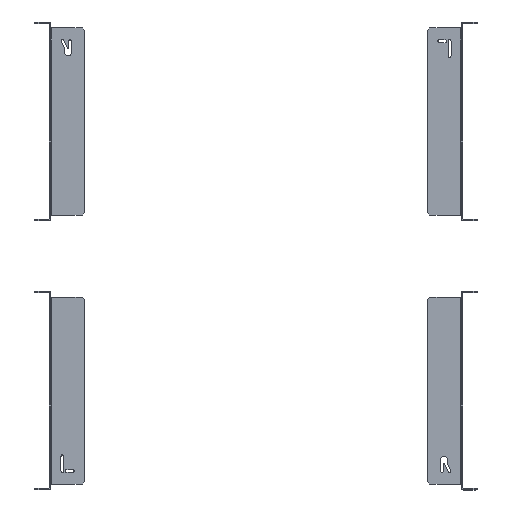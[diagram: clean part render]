
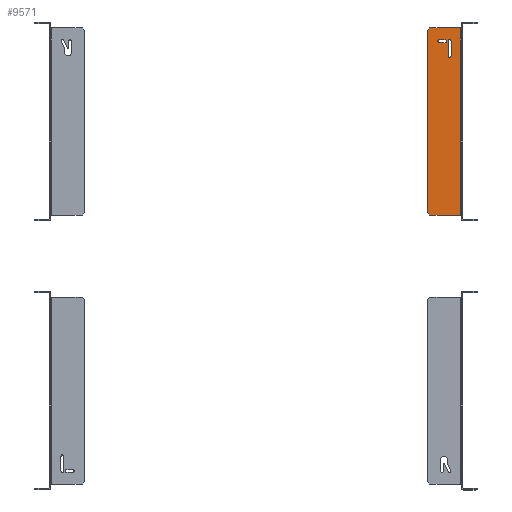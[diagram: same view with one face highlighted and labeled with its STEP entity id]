
A CAD part, top view. The second image highlights one B-rep face of the part: STEP entity #9571.
In plain terms, the highlighted planar face has unit normal (0, 0, 1).
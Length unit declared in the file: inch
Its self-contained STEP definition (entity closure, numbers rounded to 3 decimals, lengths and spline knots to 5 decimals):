
#117 = VERTEX_POINT ( 'NONE', #9360 ) ;
#406 = ORIENTED_EDGE ( 'NONE', *, *, #512, .T. ) ;
#489 = EDGE_LOOP ( 'NONE', ( #7972, #5632, #2222, #13689 ) ) ;
#512 = EDGE_CURVE ( 'NONE', #8610, #2164, #9263, .T. ) ;
#649 = VERTEX_POINT ( 'NONE', #3260 ) ;
#724 = EDGE_CURVE ( 'NONE', #12555, #12307, #13549, .T. ) ;
#851 = DIRECTION ( 'NONE',  ( -0.707, -0.707, 0. ) ) ;
#1108 = DIRECTION ( 'NONE',  ( 0., 0., -1. ) ) ;
#1160 = CARTESIAN_POINT ( 'NONE',  ( 17.528, 11.5, -1.75 ) ) ;
#1166 = CARTESIAN_POINT ( 'NONE',  ( 16.6, 15., -1.75 ) ) ;
#1316 = DIRECTION ( 'NONE',  ( 1., 0., 0. ) ) ;
#1736 = DIRECTION ( 'NONE',  ( 0., 1., 0. ) ) ;
#1765 = AXIS2_PLACEMENT_3D ( 'NONE', #5038, #14931, #2530 ) ;
#1789 = EDGE_CURVE ( 'NONE', #3632, #14746, #13316, .T. ) ;
#1815 = LINE ( 'NONE', #6454, #5858 ) ;
#2164 = VERTEX_POINT ( 'NONE', #2644 ) ;
#2173 = CARTESIAN_POINT ( 'NONE',  ( 16.1, 7.6, -1.75 ) ) ;
#2222 = ORIENTED_EDGE ( 'NONE', *, *, #10059, .T. ) ;
#2260 = VECTOR ( 'NONE', #12826, 39.37008 ) ;
#2425 = EDGE_CURVE ( 'NONE', #2958, #14474, #4094, .T. ) ;
#2530 = DIRECTION ( 'NONE',  ( 0., -1., 0. ) ) ;
#2644 = CARTESIAN_POINT ( 'NONE',  ( 17.492, 7.5, -1.75 ) ) ;
#2818 = VERTEX_POINT ( 'NONE', #12407 ) ;
#2894 = EDGE_CURVE ( 'NONE', #117, #13876, #4854, .T. ) ;
#2925 = CIRCLE ( 'NONE', #7854, 0.0625 ) ;
#2929 = CARTESIAN_POINT ( 'NONE',  ( 17.492, 7.5, -1.75 ) ) ;
#2958 = VERTEX_POINT ( 'NONE', #15229 ) ;
#3051 = ORIENTED_EDGE ( 'NONE', *, *, #14694, .T. ) ;
#3151 = ORIENTED_EDGE ( 'NONE', *, *, #9074, .T. ) ;
#3162 = DIRECTION ( 'NONE',  ( 0.707, -0.707, 0. ) ) ;
#3260 = CARTESIAN_POINT ( 'NONE',  ( 17.492, 15.5, -1.75 ) ) ;
#3462 = ORIENTED_EDGE ( 'NONE', *, *, #1789, .T. ) ;
#3631 = CARTESIAN_POINT ( 'NONE',  ( 16.85, 14.9375, -1.75 ) ) ;
#3632 = VERTEX_POINT ( 'NONE', #1166 ) ;
#4094 = CIRCLE ( 'NONE', #1765, 0.0625 ) ;
#4228 = VECTOR ( 'NONE', #11130, 39.37008 ) ;
#4436 = VECTOR ( 'NONE', #8286, 39.37008 ) ;
#4677 = DIRECTION ( 'NONE',  ( 0., -1., 0. ) ) ;
#4687 = DIRECTION ( 'NONE',  ( 0., -1., 0. ) ) ;
#4854 = LINE ( 'NONE', #12325, #10075 ) ;
#5038 = CARTESIAN_POINT ( 'NONE',  ( 17.038, 14.9375, -1.75 ) ) ;
#5264 = CARTESIAN_POINT ( 'NONE',  ( 16.6, 14.875, -1.75 ) ) ;
#5315 = ORIENTED_EDGE ( 'NONE', *, *, #724, .T. ) ;
#5372 = EDGE_CURVE ( 'NONE', #649, #14705, #7560, .T. ) ;
#5606 = LINE ( 'NONE', #2929, #2260 ) ;
#5632 = ORIENTED_EDGE ( 'NONE', *, *, #14792, .T. ) ;
#5858 = VECTOR ( 'NONE', #1736, 39.37008 ) ;
#6011 = CARTESIAN_POINT ( 'NONE',  ( 16.85, 15., -1.75 ) ) ;
#6199 = PLANE ( 'NONE',  #7872 ) ;
#6418 = CARTESIAN_POINT ( 'NONE',  ( 16.85, 14.875, -1.75 ) ) ;
#6454 = CARTESIAN_POINT ( 'NONE',  ( 16.9755, 14.3125, -1.75 ) ) ;
#6471 = ORIENTED_EDGE ( 'NONE', *, *, #5372, .T. ) ;
#6851 = EDGE_CURVE ( 'NONE', #2164, #649, #5606, .T. ) ;
#7037 = LINE ( 'NONE', #11976, #10351 ) ;
#7560 = LINE ( 'NONE', #7886, #10984 ) ;
#7806 = EDGE_CURVE ( 'NONE', #12307, #3632, #12900, .T. ) ;
#7854 = AXIS2_PLACEMENT_3D ( 'NONE', #15803, #8261, #4677 ) ;
#7872 = AXIS2_PLACEMENT_3D ( 'NONE', #1160, #13654, #1316 ) ;
#7886 = CARTESIAN_POINT ( 'NONE',  ( 17.53752, 15.5, -1.75 ) ) ;
#7972 = ORIENTED_EDGE ( 'NONE', *, *, #2425, .T. ) ;
#8048 = DIRECTION ( 'NONE',  ( 1., 0., 0. ) ) ;
#8247 = CARTESIAN_POINT ( 'NONE',  ( 16.6, 14.9375, -1.75 ) ) ;
#8261 = DIRECTION ( 'NONE',  ( 0., 0., -1. ) ) ;
#8286 = DIRECTION ( 'NONE',  ( 0., -1., 0. ) ) ;
#8433 = CARTESIAN_POINT ( 'NONE',  ( 16.85, 14.875, -1.75 ) ) ;
#8443 = CARTESIAN_POINT ( 'NONE',  ( 16.2, 15.5, -1.75 ) ) ;
#8446 = CIRCLE ( 'NONE', #12587, 0.0625 ) ;
#8610 = VERTEX_POINT ( 'NONE', #9727 ) ;
#9074 = EDGE_CURVE ( 'NONE', #14705, #117, #7037, .T. ) ;
#9263 = LINE ( 'NONE', #14215, #15415 ) ;
#9331 = LINE ( 'NONE', #14280, #10389 ) ;
#9360 = CARTESIAN_POINT ( 'NONE',  ( 16.1, 15.4, -1.75 ) ) ;
#9571 = ADVANCED_FACE ( 'NONE', ( #15028, #9769, #14786 ), #6199, .F. ) ;
#9727 = CARTESIAN_POINT ( 'NONE',  ( 16.2, 7.5, -1.75 ) ) ;
#9769 = FACE_BOUND ( 'NONE', #11084, .T. ) ;
#10059 = EDGE_CURVE ( 'NONE', #15115, #2818, #2925, .T. ) ;
#10075 = VECTOR ( 'NONE', #13775, 39.37008 ) ;
#10287 = ORIENTED_EDGE ( 'NONE', *, *, #7806, .T. ) ;
#10351 = VECTOR ( 'NONE', #851, 39.37008 ) ;
#10389 = VECTOR ( 'NONE', #3162, 39.37008 ) ;
#10798 = CARTESIAN_POINT ( 'NONE',  ( 16.85, 15., -1.75 ) ) ;
#10984 = VECTOR ( 'NONE', #14935, 39.37008 ) ;
#11084 = EDGE_LOOP ( 'NONE', ( #10287, #3462, #14214, #5315 ) ) ;
#11130 = DIRECTION ( 'NONE',  ( -1., 0., 0. ) ) ;
#11156 = CARTESIAN_POINT ( 'NONE',  ( 17.1005, 14.9375, -1.75 ) ) ;
#11575 = EDGE_LOOP ( 'NONE', ( #3151, #12423, #3051, #406, #12333, #6471 ) ) ;
#11940 = DIRECTION ( 'NONE',  ( 1., 0., 0. ) ) ;
#11976 = CARTESIAN_POINT ( 'NONE',  ( 16.2, 15.5, -1.75 ) ) ;
#12307 = VERTEX_POINT ( 'NONE', #5264 ) ;
#12325 = CARTESIAN_POINT ( 'NONE',  ( 16.1, 7.5, -1.75 ) ) ;
#12333 = ORIENTED_EDGE ( 'NONE', *, *, #6851, .T. ) ;
#12407 = CARTESIAN_POINT ( 'NONE',  ( 16.9755, 14.3125, -1.75 ) ) ;
#12423 = ORIENTED_EDGE ( 'NONE', *, *, #2894, .T. ) ;
#12482 = EDGE_CURVE ( 'NONE', #14746, #12555, #8446, .T. ) ;
#12555 = VERTEX_POINT ( 'NONE', #8433 ) ;
#12587 = AXIS2_PLACEMENT_3D ( 'NONE', #3631, #1108, #4687 ) ;
#12826 = DIRECTION ( 'NONE',  ( 0., 1., 0. ) ) ;
#12900 = CIRCLE ( 'NONE', #15231, 0.0625 ) ;
#13158 = EDGE_CURVE ( 'NONE', #2818, #2958, #1815, .T. ) ;
#13303 = LINE ( 'NONE', #14680, #4436 ) ;
#13316 = LINE ( 'NONE', #6011, #15216 ) ;
#13352 = DIRECTION ( 'NONE',  ( 0., 0., -1. ) ) ;
#13549 = LINE ( 'NONE', #6418, #4228 ) ;
#13654 = DIRECTION ( 'NONE',  ( 0., 0., -1. ) ) ;
#13689 = ORIENTED_EDGE ( 'NONE', *, *, #13158, .T. ) ;
#13775 = DIRECTION ( 'NONE',  ( 0., -1., 0. ) ) ;
#13876 = VERTEX_POINT ( 'NONE', #2173 ) ;
#14214 = ORIENTED_EDGE ( 'NONE', *, *, #12482, .T. ) ;
#14215 = CARTESIAN_POINT ( 'NONE',  ( 17.53752, 7.5, -1.75 ) ) ;
#14280 = CARTESIAN_POINT ( 'NONE',  ( 16.1, 7.6, -1.75 ) ) ;
#14474 = VERTEX_POINT ( 'NONE', #11156 ) ;
#14680 = CARTESIAN_POINT ( 'NONE',  ( 17.1005, 14.3125, -1.75 ) ) ;
#14694 = EDGE_CURVE ( 'NONE', #13876, #8610, #9331, .T. ) ;
#14705 = VERTEX_POINT ( 'NONE', #8443 ) ;
#14746 = VERTEX_POINT ( 'NONE', #10798 ) ;
#14786 = FACE_BOUND ( 'NONE', #489, .T. ) ;
#14792 = EDGE_CURVE ( 'NONE', #14474, #15115, #13303, .T. ) ;
#14931 = DIRECTION ( 'NONE',  ( 0., 0., -1. ) ) ;
#14935 = DIRECTION ( 'NONE',  ( -1., 0., 0. ) ) ;
#15028 = FACE_OUTER_BOUND ( 'NONE', #11575, .T. ) ;
#15115 = VERTEX_POINT ( 'NONE', #15480 ) ;
#15216 = VECTOR ( 'NONE', #11940, 39.37008 ) ;
#15229 = CARTESIAN_POINT ( 'NONE',  ( 16.9755, 14.9375, -1.75 ) ) ;
#15231 = AXIS2_PLACEMENT_3D ( 'NONE', #8247, #13352, #15789 ) ;
#15415 = VECTOR ( 'NONE', #8048, 39.37008 ) ;
#15480 = CARTESIAN_POINT ( 'NONE',  ( 17.1005, 14.3125, -1.75 ) ) ;
#15789 = DIRECTION ( 'NONE',  ( 0., -1., 0. ) ) ;
#15803 = CARTESIAN_POINT ( 'NONE',  ( 17.038, 14.3125, -1.75 ) ) ;
